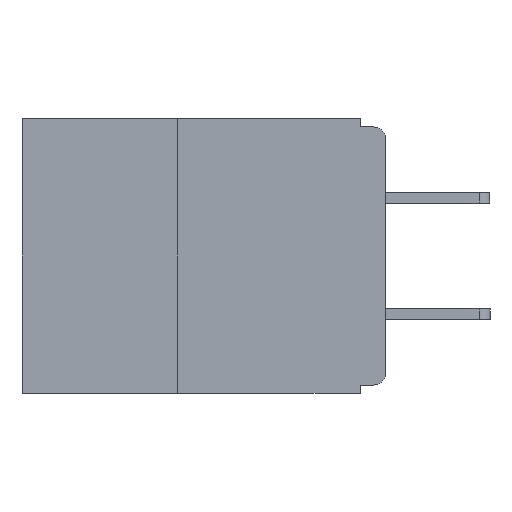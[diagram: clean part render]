
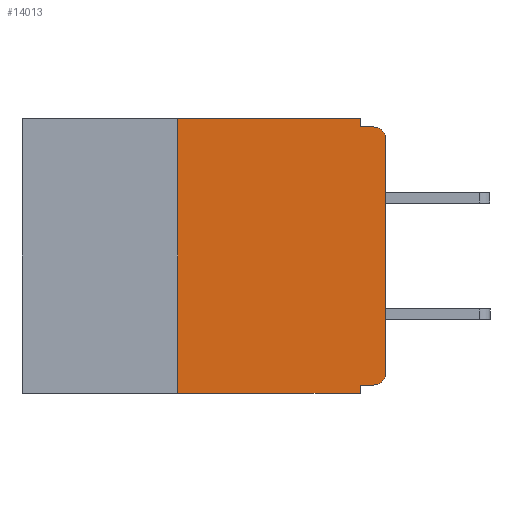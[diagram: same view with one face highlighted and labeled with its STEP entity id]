
A CAD part, left-side view. The second image highlights one B-rep face of the part: STEP entity #14013.
In plain terms, the highlighted planar face has unit normal (-1, 0, 0).
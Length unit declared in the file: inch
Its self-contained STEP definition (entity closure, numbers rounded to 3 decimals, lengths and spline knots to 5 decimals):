
#147 = CARTESIAN_POINT ( 'NONE',  ( 0., 0.031, -0.33 ) ) ;
#508 = CARTESIAN_POINT ( 'NONE',  ( 0., 0.437, 0. ) ) ;
#1226 = AXIS2_PLACEMENT_3D ( 'NONE', #9153, #23056, #11160 ) ;
#1283 = AXIS2_PLACEMENT_3D ( 'NONE', #6646, #6558, #18790 ) ;
#1356 = CIRCLE ( 'NONE', #1283, 0.015 ) ;
#1484 = CARTESIAN_POINT ( 'NONE',  ( 0., 0., -0.32 ) ) ;
#1584 = CARTESIAN_POINT ( 'NONE',  ( 0., 0., -0.01 ) ) ;
#2124 = VECTOR ( 'NONE', #15656, 39.37008 ) ;
#2667 = EDGE_CURVE ( 'NONE', #16230, #21444, #1356, .T. ) ;
#2675 = ORIENTED_EDGE ( 'NONE', *, *, #20937, .F. ) ;
#3839 = VERTEX_POINT ( 'NONE', #14365 ) ;
#3994 = CARTESIAN_POINT ( 'NONE',  ( 0., 0.031, 0. ) ) ;
#4054 = DIRECTION ( 'NONE',  ( 0., 0., -1. ) ) ;
#4480 = DIRECTION ( 'NONE',  ( 0., 0., -1. ) ) ;
#4695 = DIRECTION ( 'NONE',  ( 0., -1., 0. ) ) ;
#4837 = VERTEX_POINT ( 'NONE', #21976 ) ;
#5567 = CARTESIAN_POINT ( 'NONE',  ( 0., 0.015, -0.01 ) ) ;
#5594 = FACE_OUTER_BOUND ( 'NONE', #14814, .T. ) ;
#6040 = AXIS2_PLACEMENT_3D ( 'NONE', #10493, #16433, #4480 ) ;
#6558 = DIRECTION ( 'NONE',  ( -1., 0., 0. ) ) ;
#6643 = EDGE_CURVE ( 'NONE', #7745, #14151, #25203, .T. ) ;
#6646 = CARTESIAN_POINT ( 'NONE',  ( 0., 0.015, -0.305 ) ) ;
#6822 = ORIENTED_EDGE ( 'NONE', *, *, #16076, .F. ) ;
#6871 = ORIENTED_EDGE ( 'NONE', *, *, #25133, .T. ) ;
#7076 = VECTOR ( 'NONE', #13994, 39.37008 ) ;
#7745 = VERTEX_POINT ( 'NONE', #11177 ) ;
#7905 = CARTESIAN_POINT ( 'NONE',  ( 0., 0., 0. ) ) ;
#8156 = ORIENTED_EDGE ( 'NONE', *, *, #2667, .T. ) ;
#8325 = CARTESIAN_POINT ( 'NONE',  ( 0., 0., -0.025 ) ) ;
#9003 = CARTESIAN_POINT ( 'NONE',  ( 0., 0.031, -0.01 ) ) ;
#9099 = VECTOR ( 'NONE', #17625, 39.37008 ) ;
#9153 = CARTESIAN_POINT ( 'NONE',  ( 0., 0.015, -0.025 ) ) ;
#9228 = VERTEX_POINT ( 'NONE', #5567 ) ;
#9531 = VECTOR ( 'NONE', #4695, 39.37008 ) ;
#9672 = ORIENTED_EDGE ( 'NONE', *, *, #6643, .F. ) ;
#9928 = VERTEX_POINT ( 'NONE', #14338 ) ;
#10493 = CARTESIAN_POINT ( 'NONE',  ( 0., 0.437, 0. ) ) ;
#10972 = EDGE_CURVE ( 'NONE', #21444, #13929, #12282, .T. ) ;
#11160 = DIRECTION ( 'NONE',  ( 0., 0., -1. ) ) ;
#11177 = CARTESIAN_POINT ( 'NONE',  ( 0., 0.031, 0. ) ) ;
#11955 = EDGE_CURVE ( 'NONE', #13929, #9228, #23834, .T. ) ;
#12011 = CARTESIAN_POINT ( 'NONE',  ( 0., 0.437, -0.33 ) ) ;
#12282 = LINE ( 'NONE', #7905, #2124 ) ;
#13357 = EDGE_CURVE ( 'NONE', #3839, #4837, #16521, .T. ) ;
#13929 = VERTEX_POINT ( 'NONE', #8325 ) ;
#13994 = DIRECTION ( 'NONE',  ( 0., -1., 0. ) ) ;
#14013 = ADVANCED_FACE ( 'NONE', ( #5594 ), #20458, .F. ) ;
#14151 = VERTEX_POINT ( 'NONE', #9003 ) ;
#14338 = CARTESIAN_POINT ( 'NONE',  ( 0., 0.25, 0. ) ) ;
#14365 = CARTESIAN_POINT ( 'NONE',  ( 0., 0.031, -0.32 ) ) ;
#14585 = VERTEX_POINT ( 'NONE', #24144 ) ;
#14814 = EDGE_LOOP ( 'NONE', ( #17666, #18315, #6822, #9672, #15530, #22153, #6871, #22745, #2675, #8156 ) ) ;
#15530 = ORIENTED_EDGE ( 'NONE', *, *, #18188, .F. ) ;
#15612 = DIRECTION ( 'NONE',  ( 0., 0., 1. ) ) ;
#15656 = DIRECTION ( 'NONE',  ( 0., 0., 1. ) ) ;
#15898 = VECTOR ( 'NONE', #24356, 39.37008 ) ;
#16076 = EDGE_CURVE ( 'NONE', #14151, #9228, #17681, .T. ) ;
#16118 = CARTESIAN_POINT ( 'NONE',  ( 0., 0.015, -0.32 ) ) ;
#16230 = VERTEX_POINT ( 'NONE', #16118 ) ;
#16430 = LINE ( 'NONE', #23697, #25136 ) ;
#16433 = DIRECTION ( 'NONE',  ( 1., 0., 0. ) ) ;
#16521 = LINE ( 'NONE', #147, #15898 ) ;
#17625 = DIRECTION ( 'NONE',  ( 0., 1., 0. ) ) ;
#17666 = ORIENTED_EDGE ( 'NONE', *, *, #10972, .T. ) ;
#17681 = LINE ( 'NONE', #1584, #22981 ) ;
#17727 = DIRECTION ( 'NONE',  ( 0., -1., 0. ) ) ;
#18188 = EDGE_CURVE ( 'NONE', #9928, #7745, #25326, .T. ) ;
#18315 = ORIENTED_EDGE ( 'NONE', *, *, #11955, .T. ) ;
#18790 = DIRECTION ( 'NONE',  ( 0., 0., -1. ) ) ;
#19395 = CARTESIAN_POINT ( 'NONE',  ( 0., 0., -0.305 ) ) ;
#20362 = LINE ( 'NONE', #1484, #9099 ) ;
#20458 = PLANE ( 'NONE',  #6040 ) ;
#20937 = EDGE_CURVE ( 'NONE', #16230, #3839, #20362, .T. ) ;
#21444 = VERTEX_POINT ( 'NONE', #19395 ) ;
#21976 = CARTESIAN_POINT ( 'NONE',  ( 0., 0.031, -0.33 ) ) ;
#22153 = ORIENTED_EDGE ( 'NONE', *, *, #22353, .F. ) ;
#22353 = EDGE_CURVE ( 'NONE', #14585, #9928, #16430, .T. ) ;
#22745 = ORIENTED_EDGE ( 'NONE', *, *, #13357, .F. ) ;
#22955 = LINE ( 'NONE', #12011, #7076 ) ;
#22981 = VECTOR ( 'NONE', #17727, 39.37008 ) ;
#23056 = DIRECTION ( 'NONE',  ( -1., 0., 0. ) ) ;
#23697 = CARTESIAN_POINT ( 'NONE',  ( 0., 0.25, -0.33 ) ) ;
#23834 = CIRCLE ( 'NONE', #1226, 0.015 ) ;
#24144 = CARTESIAN_POINT ( 'NONE',  ( 0., 0.25, -0.33 ) ) ;
#24356 = DIRECTION ( 'NONE',  ( 0., 0., -1. ) ) ;
#24622 = VECTOR ( 'NONE', #4054, 39.37008 ) ;
#25133 = EDGE_CURVE ( 'NONE', #14585, #4837, #22955, .T. ) ;
#25136 = VECTOR ( 'NONE', #15612, 39.37008 ) ;
#25203 = LINE ( 'NONE', #3994, #24622 ) ;
#25326 = LINE ( 'NONE', #508, #9531 ) ;
